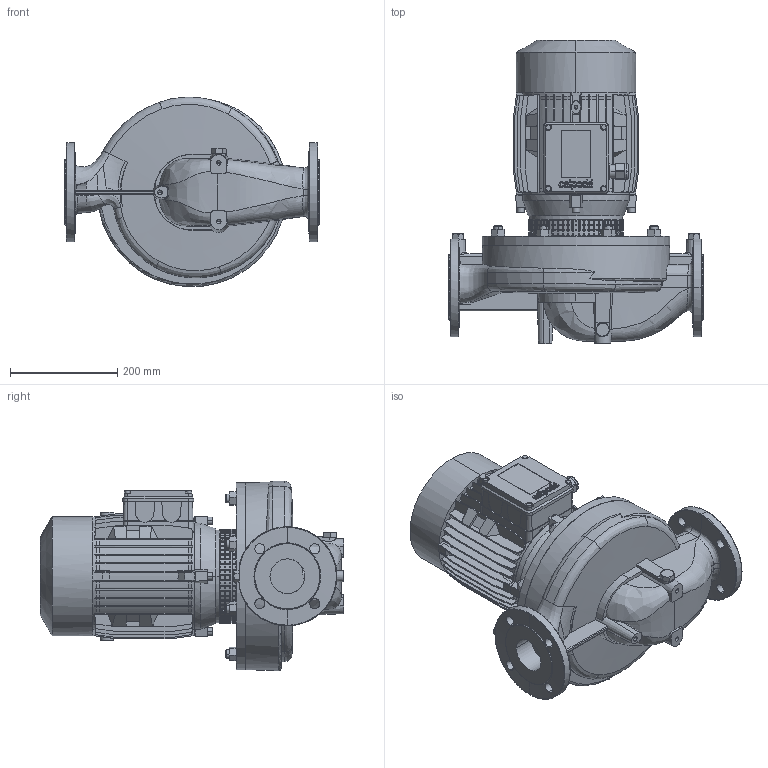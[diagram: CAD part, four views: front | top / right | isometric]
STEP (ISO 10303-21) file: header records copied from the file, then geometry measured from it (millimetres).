
FILE_DESCRIPTION (( 'STEP AP214' ), '1' );
FILE_NAME ('4.93.504.27swa01.step', '2021-09-09T12:50:53', ( '' ), ( '' ), 'SwSTEP 2.0', 'SolidWorks 2020', '' );
FILE_SCHEMA (( 'AUTOMOTIVE_DESIGN' ));
Length unit declared in the file: millimetre
Products named in the file (7): 10008150swp00_3.66.528_semplificato; 10007434swp00_112 VER; 10007670swn00_M25x1.5; Copia di 3.66.591^4.93.504.27swa01; 10007671swn00_M25x1,5; 4_66_537_REV00_SEMPLIFICATO; 4.93.504.27swa01
Assembly tree (6 placements, depth 2):
  4.93.504.27swa01
    10007434swp00_112 VER
    10008150swp00_3.66.528_semplificato
    Copia di 3.66.591^4.93.504.27swa01
    10007670swn00_M25x1.5
    4_66_537_REV00_SEMPLIFICATO
    10007671swn00_M25x1,5
Bounding box: 475 x 566.39 x 353.88 mm (x, y, z)
Volume: 14599611.6 mm3; surface area: 1438674.3 mm2
Topology: 5 solids, 7 shells, 2286 faces, 6386 edges, 4199 vertices
Faces by surface type: plane 1665, cylinder 256, cone 200, bspline 158, torus 7
Entity records: 159952 total; most frequent: CARTESIAN_POINT 101622, ORIENTED_EDGE 12724, DIRECTION 10800, EDGE_CURVE 6363, VERTEX_POINT 4199, VECTOR 3980, LINE 3980, AXIS2_PLACEMENT_3D 3410
